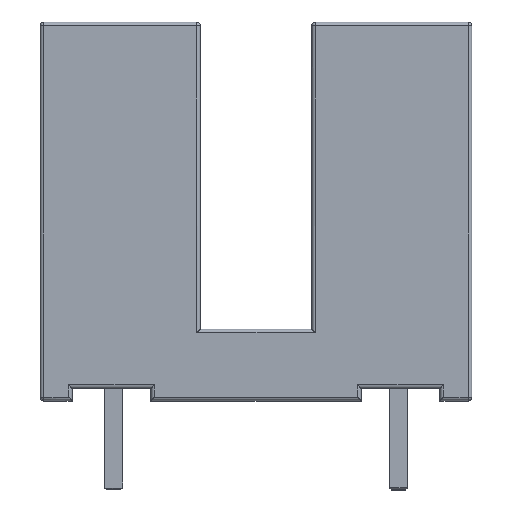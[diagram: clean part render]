
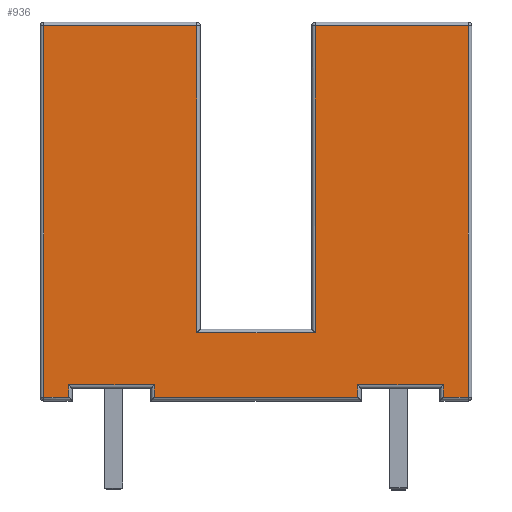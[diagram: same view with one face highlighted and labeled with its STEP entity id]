
A CAD part, top view. The second image highlights one B-rep face of the part: STEP entity #936.
In plain terms, the highlighted planar face has unit normal (0, 0, 1).
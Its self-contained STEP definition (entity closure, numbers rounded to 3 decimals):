
#93 = CARTESIAN_POINT ( 'NONE',  ( 6.06, 5.4, 3.25 ) ) ;
#195 = ORIENTED_EDGE ( 'NONE', *, *, #655, .T. ) ;
#212 = DIRECTION ( 'NONE',  ( -1., 0., 0. ) ) ;
#326 = CARTESIAN_POINT ( 'NONE',  ( 5.35, -5.3, 3.25 ) ) ;
#340 = VERTEX_POINT ( 'NONE', #5665 ) ;
#352 = CARTESIAN_POINT ( 'NONE',  ( 1.59, 5.3, 3.25 ) ) ;
#404 = LINE ( 'NONE', #1655, #1825 ) ;
#431 = VERTEX_POINT ( 'NONE', #4833 ) ;
#451 = CARTESIAN_POINT ( 'NONE',  ( 5.35, -5.4, 3.25 ) ) ;
#471 = DIRECTION ( 'NONE',  ( 0., -1., 0. ) ) ;
#474 = EDGE_CURVE ( 'NONE', #1529, #5770, #5473, .T. ) ;
#550 = EDGE_CURVE ( 'NONE', #5237, #4755, #2547, .T. ) ;
#619 = VERTEX_POINT ( 'NONE', #4385 ) ;
#655 = EDGE_CURVE ( 'NONE', #340, #5079, #3251, .T. ) ;
#701 = VECTOR ( 'NONE', #5773, 1000. ) ;
#747 = VECTOR ( 'NONE', #471, 1000. ) ;
#793 = CARTESIAN_POINT ( 'NONE',  ( -6.06, -5.4, 3.25 ) ) ;
#839 = VECTOR ( 'NONE', #212, 1000. ) ;
#841 = ORIENTED_EDGE ( 'NONE', *, *, #3572, .T. ) ;
#851 = CARTESIAN_POINT ( 'NONE',  ( -5.35, -4.95, 3.25 ) ) ;
#861 = LINE ( 'NONE', #2132, #2656 ) ;
#873 = LINE ( 'NONE', #2407, #3615 ) ;
#932 = VECTOR ( 'NONE', #1597, 1000. ) ;
#936 = ADVANCED_FACE ( 'NONE', ( #6239 ), #6396, .T. ) ;
#968 = DIRECTION ( 'NONE',  ( 0., 0., 1. ) ) ;
#1004 = VERTEX_POINT ( 'NONE', #1062 ) ;
#1062 = CARTESIAN_POINT ( 'NONE',  ( 5.35, -4.95, 3.25 ) ) ;
#1064 = EDGE_CURVE ( 'NONE', #5770, #1004, #2700, .T. ) ;
#1072 = EDGE_CURVE ( 'NONE', #4603, #340, #3339, .T. ) ;
#1146 = VECTOR ( 'NONE', #6019, 1000. ) ;
#1233 = LINE ( 'NONE', #93, #932 ) ;
#1240 = LINE ( 'NONE', #5364, #5334 ) ;
#1350 = VERTEX_POINT ( 'NONE', #3057 ) ;
#1529 = VERTEX_POINT ( 'NONE', #4726 ) ;
#1570 = ORIENTED_EDGE ( 'NONE', *, *, #2195, .T. ) ;
#1597 = DIRECTION ( 'NONE',  ( 0., 1., 0. ) ) ;
#1655 = CARTESIAN_POINT ( 'NONE',  ( -3., -4.95, 3.25 ) ) ;
#1825 = VECTOR ( 'NONE', #4116, 1000. ) ;
#1910 = CARTESIAN_POINT ( 'NONE',  ( 1.69, -3.46, 3.25 ) ) ;
#1936 = EDGE_LOOP ( 'NONE', ( #841, #2151, #2310, #5792, #1570, #4193, #5696, #5320, #2708, #5446, #2717, #2318, #3593, #195, #5602, #3026 ) ) ;
#1949 = DIRECTION ( 'NONE',  ( 1., 0., 0. ) ) ;
#2020 = CARTESIAN_POINT ( 'NONE',  ( -5.25, -5.3, 3.25 ) ) ;
#2032 = EDGE_CURVE ( 'NONE', #2935, #5237, #404, .T. ) ;
#2132 = CARTESIAN_POINT ( 'NONE',  ( 1.69, -3.36, 3.25 ) ) ;
#2133 = CARTESIAN_POINT ( 'NONE',  ( 5.25, -4.95, 3.25 ) ) ;
#2151 = ORIENTED_EDGE ( 'NONE', *, *, #5974, .T. ) ;
#2195 = EDGE_CURVE ( 'NONE', #4755, #1529, #3463, .T. ) ;
#2310 = ORIENTED_EDGE ( 'NONE', *, *, #2032, .T. ) ;
#2318 = ORIENTED_EDGE ( 'NONE', *, *, #4424, .T. ) ;
#2333 = LINE ( 'NONE', #451, #3968 ) ;
#2407 = CARTESIAN_POINT ( 'NONE',  ( -5.35, -5.05, 3.25 ) ) ;
#2458 = DIRECTION ( 'NONE',  ( 0., -1., 0. ) ) ;
#2547 = LINE ( 'NONE', #4920, #747 ) ;
#2631 = DIRECTION ( 'NONE',  ( -1., 0., 0. ) ) ;
#2645 = VERTEX_POINT ( 'NONE', #326 ) ;
#2656 = VECTOR ( 'NONE', #4155, 1000. ) ;
#2700 = LINE ( 'NONE', #2133, #3511 ) ;
#2708 = ORIENTED_EDGE ( 'NONE', *, *, #3111, .T. ) ;
#2717 = ORIENTED_EDGE ( 'NONE', *, *, #4096, .T. ) ;
#2818 = LINE ( 'NONE', #352, #701 ) ;
#2827 = DIRECTION ( 'NONE',  ( 0., -1., 0. ) ) ;
#2935 = VERTEX_POINT ( 'NONE', #851 ) ;
#3026 = ORIENTED_EDGE ( 'NONE', *, *, #5295, .T. ) ;
#3043 = VECTOR ( 'NONE', #5376, 1000. ) ;
#3057 = CARTESIAN_POINT ( 'NONE',  ( 6.06, 5.3, 3.25 ) ) ;
#3111 = EDGE_CURVE ( 'NONE', #2645, #431, #1240, .T. ) ;
#3229 = EDGE_CURVE ( 'NONE', #431, #1350, #1233, .T. ) ;
#3251 = LINE ( 'NONE', #3525, #1146 ) ;
#3327 = EDGE_CURVE ( 'NONE', #5079, #3846, #5862, .T. ) ;
#3339 = LINE ( 'NONE', #4657, #839 ) ;
#3461 = AXIS2_PLACEMENT_3D ( 'NONE', #4892, #968, #1949 ) ;
#3463 = LINE ( 'NONE', #5316, #5737 ) ;
#3511 = VECTOR ( 'NONE', #5541, 1000. ) ;
#3525 = CARTESIAN_POINT ( 'NONE',  ( -1.69, 5.4, 3.25 ) ) ;
#3572 = EDGE_CURVE ( 'NONE', #619, #5103, #5784, .T. ) ;
#3593 = ORIENTED_EDGE ( 'NONE', *, *, #1072, .T. ) ;
#3615 = VECTOR ( 'NONE', #3883, 1000. ) ;
#3646 = EDGE_CURVE ( 'NONE', #1004, #2645, #2333, .T. ) ;
#3820 = VECTOR ( 'NONE', #2827, 1000. ) ;
#3846 = VERTEX_POINT ( 'NONE', #4866 ) ;
#3852 = CARTESIAN_POINT ( 'NONE',  ( 2.9, -5.05, 3.25 ) ) ;
#3883 = DIRECTION ( 'NONE',  ( 0., 1., 0. ) ) ;
#3962 = CARTESIAN_POINT ( 'NONE',  ( 1.69, 5.3, 3.25 ) ) ;
#3968 = VECTOR ( 'NONE', #2458, 1000. ) ;
#4096 = EDGE_CURVE ( 'NONE', #1350, #5673, #2818, .T. ) ;
#4116 = DIRECTION ( 'NONE',  ( 1., 0., 0. ) ) ;
#4155 = DIRECTION ( 'NONE',  ( 0., -1., 0. ) ) ;
#4193 = ORIENTED_EDGE ( 'NONE', *, *, #474, .T. ) ;
#4309 = DIRECTION ( 'NONE',  ( 1., 0., 0. ) ) ;
#4385 = CARTESIAN_POINT ( 'NONE',  ( -6.06, -5.3, 3.25 ) ) ;
#4412 = DIRECTION ( 'NONE',  ( 1., 0., 0. ) ) ;
#4424 = EDGE_CURVE ( 'NONE', #5673, #4603, #861, .T. ) ;
#4546 = CARTESIAN_POINT ( 'NONE',  ( -2.9, -5.3, 3.25 ) ) ;
#4558 = VECTOR ( 'NONE', #2631, 1000. ) ;
#4603 = VERTEX_POINT ( 'NONE', #1910 ) ;
#4641 = CARTESIAN_POINT ( 'NONE',  ( -2.9, -4.95, 3.25 ) ) ;
#4657 = CARTESIAN_POINT ( 'NONE',  ( -1.59, -3.46, 3.25 ) ) ;
#4726 = CARTESIAN_POINT ( 'NONE',  ( 2.9, -5.3, 3.25 ) ) ;
#4755 = VERTEX_POINT ( 'NONE', #4546 ) ;
#4769 = CARTESIAN_POINT ( 'NONE',  ( -1.69, 5.3, 3.25 ) ) ;
#4798 = DIRECTION ( 'NONE',  ( 0., 1., 0. ) ) ;
#4833 = CARTESIAN_POINT ( 'NONE',  ( 6.06, -5.3, 3.25 ) ) ;
#4866 = CARTESIAN_POINT ( 'NONE',  ( -6.06, 5.3, 3.25 ) ) ;
#4892 = CARTESIAN_POINT ( 'NONE',  ( 0., 0., 3.25 ) ) ;
#4920 = CARTESIAN_POINT ( 'NONE',  ( -2.9, -5.4, 3.25 ) ) ;
#5079 = VERTEX_POINT ( 'NONE', #4769 ) ;
#5103 = VERTEX_POINT ( 'NONE', #5238 ) ;
#5225 = VECTOR ( 'NONE', #4798, 1000. ) ;
#5237 = VERTEX_POINT ( 'NONE', #4641 ) ;
#5238 = CARTESIAN_POINT ( 'NONE',  ( -5.35, -5.3, 3.25 ) ) ;
#5295 = EDGE_CURVE ( 'NONE', #3846, #619, #5861, .T. ) ;
#5316 = CARTESIAN_POINT ( 'NONE',  ( 3., -5.3, 3.25 ) ) ;
#5320 = ORIENTED_EDGE ( 'NONE', *, *, #3646, .T. ) ;
#5334 = VECTOR ( 'NONE', #4412, 1000. ) ;
#5364 = CARTESIAN_POINT ( 'NONE',  ( 6.16, -5.3, 3.25 ) ) ;
#5376 = DIRECTION ( 'NONE',  ( 1., 0., 0. ) ) ;
#5446 = ORIENTED_EDGE ( 'NONE', *, *, #3229, .T. ) ;
#5473 = LINE ( 'NONE', #3852, #5225 ) ;
#5526 = CARTESIAN_POINT ( 'NONE',  ( 2.9, -4.95, 3.25 ) ) ;
#5541 = DIRECTION ( 'NONE',  ( 1., 0., 0. ) ) ;
#5580 = CARTESIAN_POINT ( 'NONE',  ( -6.16, 5.3, 3.25 ) ) ;
#5602 = ORIENTED_EDGE ( 'NONE', *, *, #3327, .T. ) ;
#5665 = CARTESIAN_POINT ( 'NONE',  ( -1.69, -3.46, 3.25 ) ) ;
#5673 = VERTEX_POINT ( 'NONE', #3962 ) ;
#5696 = ORIENTED_EDGE ( 'NONE', *, *, #1064, .T. ) ;
#5737 = VECTOR ( 'NONE', #4309, 1000. ) ;
#5770 = VERTEX_POINT ( 'NONE', #5526 ) ;
#5773 = DIRECTION ( 'NONE',  ( -1., 0., 0. ) ) ;
#5784 = LINE ( 'NONE', #2020, #3043 ) ;
#5792 = ORIENTED_EDGE ( 'NONE', *, *, #550, .T. ) ;
#5861 = LINE ( 'NONE', #793, #3820 ) ;
#5862 = LINE ( 'NONE', #5580, #4558 ) ;
#5974 = EDGE_CURVE ( 'NONE', #5103, #2935, #873, .T. ) ;
#6019 = DIRECTION ( 'NONE',  ( 0., 1., 0. ) ) ;
#6239 = FACE_OUTER_BOUND ( 'NONE', #1936, .T. ) ;
#6396 = PLANE ( 'NONE',  #3461 ) ;
